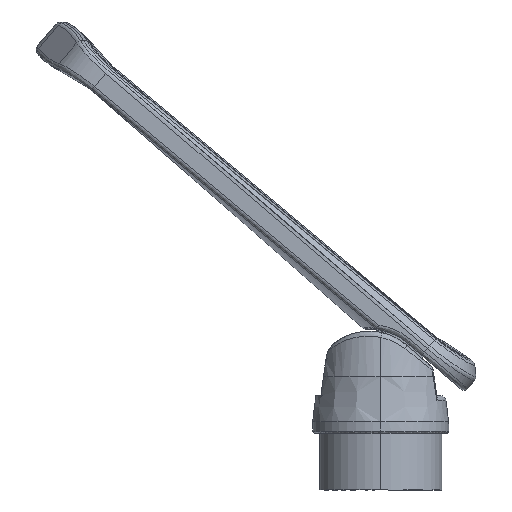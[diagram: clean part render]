
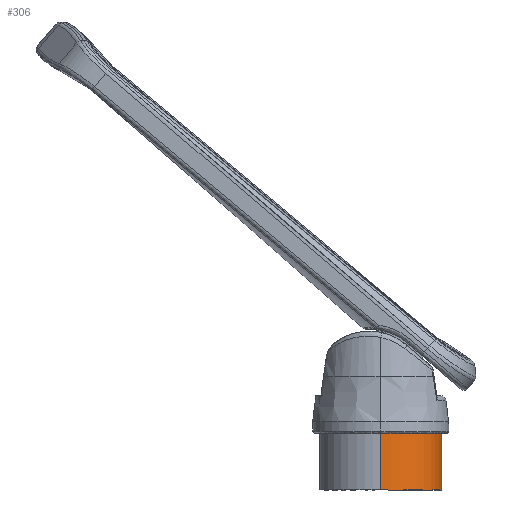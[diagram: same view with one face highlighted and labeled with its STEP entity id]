
A CAD part, left-side view. The second image highlights one B-rep face of the part: STEP entity #306.
In plain terms, the highlighted free-form (B-spline) face has degree [1, 2] with [2, 5] control points.
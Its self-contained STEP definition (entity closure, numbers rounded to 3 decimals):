
#306=ADVANCED_FACE('',(#672),#11495,.T.);
#672=FACE_OUTER_BOUND('',#1048,.T.);
#1048=EDGE_LOOP('',(#2407,#2408,#2409,#2410));
#2407=ORIENTED_EDGE('',*,*,#9749,.F.);
#2408=ORIENTED_EDGE('',*,*,#9710,.F.);
#2409=ORIENTED_EDGE('',*,*,#9748,.F.);
#2410=ORIENTED_EDGE('',*,*,#9750,.T.);
#4045=PCURVE('',#11277,#5779);
#4138=PCURVE('',#11494,#5872);
#4140=PCURVE('',#11494,#5874);
#4141=PCURVE('',#11495,#5875);
#4142=PCURVE('',#11495,#5876);
#4143=PCURVE('',#11495,#5877);
#4144=PCURVE('',#11495,#5878);
#4157=PCURVE('',#11498,#5891);
#5779=DEFINITIONAL_REPRESENTATION('',(#10467),#37917);
#5872=DEFINITIONAL_REPRESENTATION('',(#7714),#37917);
#5874=DEFINITIONAL_REPRESENTATION('',(#7716),#37917);
#5875=DEFINITIONAL_REPRESENTATION('',(#7717),#37917);
#5876=DEFINITIONAL_REPRESENTATION('',(#7718),#37917);
#5877=DEFINITIONAL_REPRESENTATION('',(#7719),#37917);
#5878=DEFINITIONAL_REPRESENTATION('',(#7720),#37917);
#5891=DEFINITIONAL_REPRESENTATION('',(#7735),#37917);
#7714=B_SPLINE_CURVE_WITH_KNOTS('',1,(#30747,#30748),.UNSPECIFIED.,.F.,
 .F.,(2,2),(0.,5.),.UNSPECIFIED.);
#7716=B_SPLINE_CURVE_WITH_KNOTS('',1,(#30753,#30754),.UNSPECIFIED.,.F.,
 .F.,(2,2),(-5.,0.),.UNSPECIFIED.);
#7717=B_SPLINE_CURVE_WITH_KNOTS('',1,(#30755,#30756),.UNSPECIFIED.,.F.,
 .F.,(2,2),(-5.,0.),.UNSPECIFIED.);
#7718=B_SPLINE_CURVE_WITH_KNOTS('',1,(#30757,#30758),.UNSPECIFIED.,.F.,
 .F.,(2,2),(-33.929,-16.965),.UNSPECIFIED.);
#7719=B_SPLINE_CURVE_WITH_KNOTS('',1,(#30759,#30760),.UNSPECIFIED.,.F.,
 .F.,(2,2),(0.,5.),.UNSPECIFIED.);
#7720=B_SPLINE_CURVE_WITH_KNOTS('',1,(#30766,#30767),.UNSPECIFIED.,.F.,
 .F.,(2,2),(-33.929,-16.965),.UNSPECIFIED.);
#7735=B_SPLINE_CURVE_WITH_KNOTS('',1,(#30822,#30823),.UNSPECIFIED.,.F.,
 .F.,(2,2),(-33.929,-16.965),.UNSPECIFIED.);
#8840=SURFACE_CURVE('',#10466,(#4045,#4142),.PCURVE_S1.);
#8878=SURFACE_CURVE('',#10510,(#4138,#4143),.PCURVE_S1.);
#8879=SURFACE_CURVE('',#10511,(#4140,#4141),.PCURVE_S1.);
#8880=SURFACE_CURVE('',#10512,(#4144,#4157),.PCURVE_S1.);
#9710=EDGE_CURVE('',#11074,#11075,#8840,.T.);
#9748=EDGE_CURVE('',#11070,#11074,#8878,.T.);
#9749=EDGE_CURVE('',#11075,#11071,#8879,.T.);
#9750=EDGE_CURVE('',#11070,#11071,#8880,.T.);
#10466=(
BOUNDED_CURVE()
B_SPLINE_CURVE(2,(#30151,#30152,#30153,#30154,#30155),.UNSPECIFIED.,.F.,
 .F.)
B_SPLINE_CURVE_WITH_KNOTS((3,2,3),(-33.929,-25.447,
-16.965),.UNSPECIFIED.)
CURVE()
GEOMETRIC_REPRESENTATION_ITEM()
RATIONAL_B_SPLINE_CURVE((1.,0.707,1.,0.707,1.))
REPRESENTATION_ITEM('')
);
#10467=(
BOUNDED_CURVE()
B_SPLINE_CURVE(2,(#30156,#30157,#30158,#30159,#30160),.UNSPECIFIED.,.F.,
 .F.)
B_SPLINE_CURVE_WITH_KNOTS((3,2,3),(-33.929,-25.447,
-16.965),.UNSPECIFIED.)
CURVE()
GEOMETRIC_REPRESENTATION_ITEM()
RATIONAL_B_SPLINE_CURVE((1.,0.707,1.,0.707,1.))
REPRESENTATION_ITEM('')
);
#10510=(
BOUNDED_CURVE()
B_SPLINE_CURVE(1,(#30745,#30746),.UNSPECIFIED.,.F.,.F.)
B_SPLINE_CURVE_WITH_KNOTS((2,2),(0.,5.),.UNSPECIFIED.)
CURVE()
GEOMETRIC_REPRESENTATION_ITEM()
RATIONAL_B_SPLINE_CURVE((1.,1.))
REPRESENTATION_ITEM('')
);
#10511=(
BOUNDED_CURVE()
B_SPLINE_CURVE(1,(#30751,#30752),.UNSPECIFIED.,.F.,.F.)
B_SPLINE_CURVE_WITH_KNOTS((2,2),(-5.,0.),.UNSPECIFIED.)
CURVE()
GEOMETRIC_REPRESENTATION_ITEM()
RATIONAL_B_SPLINE_CURVE((1.,1.))
REPRESENTATION_ITEM('')
);
#10512=(
BOUNDED_CURVE()
B_SPLINE_CURVE(2,(#30761,#30762,#30763,#30764,#30765),.UNSPECIFIED.,.F.,
 .F.)
B_SPLINE_CURVE_WITH_KNOTS((3,2,3),(-33.929,-25.447,
-16.965),.UNSPECIFIED.)
CURVE()
GEOMETRIC_REPRESENTATION_ITEM()
RATIONAL_B_SPLINE_CURVE((1.,0.707,1.,0.707,1.))
REPRESENTATION_ITEM('')
);
#11070=VERTEX_POINT('',#28719);
#11071=VERTEX_POINT('',#28720);
#11074=VERTEX_POINT('',#28723);
#11075=VERTEX_POINT('',#28724);
#11277=B_SPLINE_SURFACE_WITH_KNOTS('',1,1,((#28553,#28554),(#28555,#28556)),
 .UNSPECIFIED.,.F.,.F.,.F.,(2,2),(2,2),(-6.12,6.12),(-12.12,0.12),
 .UNSPECIFIED.);
#11494=(
BOUNDED_SURFACE()
B_SPLINE_SURFACE(1,2,((#28310,#28311,#28312,#28313,#28314),(#28315,#28316,
#28317,#28318,#28319)),.UNSPECIFIED.,.F.,.F.,.F.)
B_SPLINE_SURFACE_WITH_KNOTS((2,2),(3,2,3),(0.,5.),(0.,8.482,
16.965),.UNSPECIFIED.)
GEOMETRIC_REPRESENTATION_ITEM()
RATIONAL_B_SPLINE_SURFACE(((1.,0.707,1.,0.707,1.),
(1.,0.707,1.,0.707,1.)))
REPRESENTATION_ITEM('')
SURFACE()
);
#11495=(
BOUNDED_SURFACE()
B_SPLINE_SURFACE(1,2,((#28320,#28321,#28322,#28323,#28324),(#28325,#28326,
#28327,#28328,#28329)),.UNSPECIFIED.,.F.,.F.,.F.)
B_SPLINE_SURFACE_WITH_KNOTS((2,2),(3,2,3),(0.,5.),(16.965,25.447,
33.929),.UNSPECIFIED.)
GEOMETRIC_REPRESENTATION_ITEM()
RATIONAL_B_SPLINE_SURFACE(((1.,0.707,1.,0.707,1.),
(1.,0.707,1.,0.707,1.)))
REPRESENTATION_ITEM('')
SURFACE()
);
#11498=(
BOUNDED_SURFACE()
B_SPLINE_SURFACE(2,1,((#28350,#28351),(#28352,#28353),(#28354,#28355),(#28356,
#28357),(#28358,#28359)),.UNSPECIFIED.,.F.,.F.,.F.)
B_SPLINE_SURFACE_WITH_KNOTS((3,2,3),(2,2),(16.965,25.447,
33.929),(0.,1.),.UNSPECIFIED.)
GEOMETRIC_REPRESENTATION_ITEM()
RATIONAL_B_SPLINE_SURFACE(((1.,1.),(0.707,0.707),
(1.,1.),(0.707,0.707),(1.,1.)))
REPRESENTATION_ITEM('')
SURFACE()
);
#28310=CARTESIAN_POINT('',(-55.4,40.,45.));
#28311=CARTESIAN_POINT('',(-55.4,45.4,45.));
#28312=CARTESIAN_POINT('',(-50.,45.4,45.));
#28313=CARTESIAN_POINT('',(-44.6,45.4,45.));
#28314=CARTESIAN_POINT('',(-44.6,40.,45.));
#28315=CARTESIAN_POINT('',(-55.4,40.,50.));
#28316=CARTESIAN_POINT('',(-55.4,45.4,50.));
#28317=CARTESIAN_POINT('',(-50.,45.4,50.));
#28318=CARTESIAN_POINT('',(-44.6,45.4,50.));
#28319=CARTESIAN_POINT('',(-44.6,40.,50.));
#28320=CARTESIAN_POINT('',(-44.6,40.,45.));
#28321=CARTESIAN_POINT('',(-44.6,34.6,45.));
#28322=CARTESIAN_POINT('',(-50.,34.6,45.));
#28323=CARTESIAN_POINT('',(-55.4,34.6,45.));
#28324=CARTESIAN_POINT('',(-55.4,40.,45.));
#28325=CARTESIAN_POINT('',(-44.6,40.,50.));
#28326=CARTESIAN_POINT('',(-44.6,34.6,50.));
#28327=CARTESIAN_POINT('',(-50.,34.6,50.));
#28328=CARTESIAN_POINT('',(-55.4,34.6,50.));
#28329=CARTESIAN_POINT('',(-55.4,40.,50.));
#28350=CARTESIAN_POINT('',(-44.6,40.,45.));
#28351=CARTESIAN_POINT('',(-46.1,40.,45.));
#28352=CARTESIAN_POINT('',(-44.6,34.6,45.));
#28353=CARTESIAN_POINT('',(-46.1,36.1,45.));
#28354=CARTESIAN_POINT('',(-50.,34.6,45.));
#28355=CARTESIAN_POINT('',(-50.,36.1,45.));
#28356=CARTESIAN_POINT('',(-55.4,34.6,45.));
#28357=CARTESIAN_POINT('',(-53.9,36.1,45.));
#28358=CARTESIAN_POINT('',(-55.4,40.,45.));
#28359=CARTESIAN_POINT('',(-53.9,40.,45.));
#28553=CARTESIAN_POINT('',(-43.88,46.12,50.));
#28554=CARTESIAN_POINT('',(-56.12,46.12,50.));
#28555=CARTESIAN_POINT('',(-43.88,33.88,50.));
#28556=CARTESIAN_POINT('',(-56.12,33.88,50.));
#28719=CARTESIAN_POINT('',(-55.4,40.,45.));
#28720=CARTESIAN_POINT('',(-44.6,40.,45.));
#28723=CARTESIAN_POINT('',(-55.4,40.,50.));
#28724=CARTESIAN_POINT('',(-44.6,40.,50.));
#30151=CARTESIAN_POINT('',(-55.4,40.,50.));
#30152=CARTESIAN_POINT('',(-55.4,34.6,50.));
#30153=CARTESIAN_POINT('',(-50.,34.6,50.));
#30154=CARTESIAN_POINT('',(-44.6,34.6,50.));
#30155=CARTESIAN_POINT('',(-44.6,40.,50.));
#30156=CARTESIAN_POINT('',(0.,-0.6));
#30157=CARTESIAN_POINT('',(5.4,-0.6));
#30158=CARTESIAN_POINT('',(5.4,-6.));
#30159=CARTESIAN_POINT('',(5.4,-11.4));
#30160=CARTESIAN_POINT('',(0.,-11.4));
#30745=CARTESIAN_POINT('',(-55.4,40.,45.));
#30746=CARTESIAN_POINT('',(-55.4,40.,50.));
#30747=CARTESIAN_POINT('',(0.,0.));
#30748=CARTESIAN_POINT('',(5.,0.));
#30751=CARTESIAN_POINT('',(-44.6,40.,50.));
#30752=CARTESIAN_POINT('',(-44.6,40.,45.));
#30753=CARTESIAN_POINT('',(5.,16.965));
#30754=CARTESIAN_POINT('',(0.,16.965));
#30755=CARTESIAN_POINT('',(5.,16.965));
#30756=CARTESIAN_POINT('',(0.,16.965));
#30757=CARTESIAN_POINT('',(5.,33.929));
#30758=CARTESIAN_POINT('',(5.,16.965));
#30759=CARTESIAN_POINT('',(0.,33.929));
#30760=CARTESIAN_POINT('',(5.,33.929));
#30761=CARTESIAN_POINT('',(-55.4,40.,45.));
#30762=CARTESIAN_POINT('',(-55.4,34.6,45.));
#30763=CARTESIAN_POINT('',(-50.,34.6,45.));
#30764=CARTESIAN_POINT('',(-44.6,34.6,45.));
#30765=CARTESIAN_POINT('',(-44.6,40.,45.));
#30766=CARTESIAN_POINT('',(0.,33.929));
#30767=CARTESIAN_POINT('',(0.,16.965));
#30822=CARTESIAN_POINT('',(33.929,0.));
#30823=CARTESIAN_POINT('',(16.965,0.));
#37917=(
GEOMETRIC_REPRESENTATION_CONTEXT(2)
PARAMETRIC_REPRESENTATION_CONTEXT()
REPRESENTATION_CONTEXT('pspace','')
);
